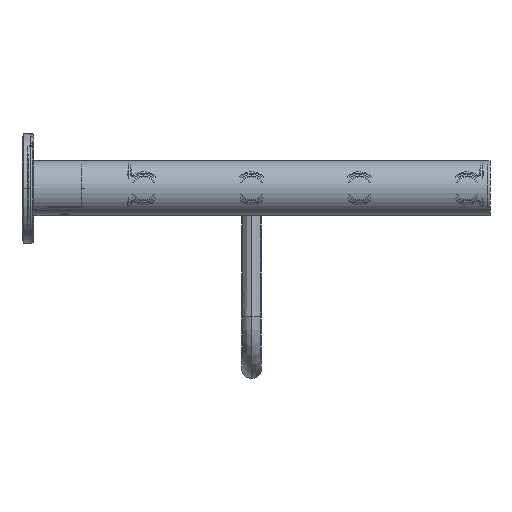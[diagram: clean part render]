
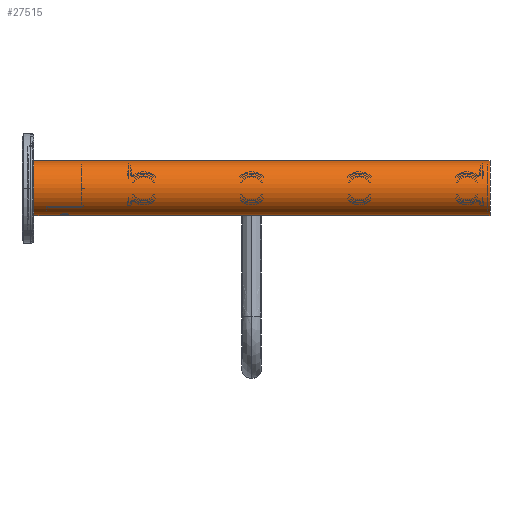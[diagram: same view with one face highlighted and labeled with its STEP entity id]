
A CAD part, front view. The second image highlights one B-rep face of the part: STEP entity #27515.
In plain terms, the highlighted cylindrical face has radius 13.25 mm (diameter 26.5 mm), a partial arc.
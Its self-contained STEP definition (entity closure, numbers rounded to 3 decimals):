
#22 = EDGE_LOOP ( 'NONE', ( #35335, #22211, #38039, #13418, #27424, #35515 ) ) ;
#485 = CARTESIAN_POINT ( 'NONE',  ( 0., -205., 0. ) ) ;
#609 = VERTEX_POINT ( 'NONE', #34252 ) ;
#1324 = CARTESIAN_POINT ( 'NONE',  ( -0.892, 2.786, -13.221 ) ) ;
#1659 = DIRECTION ( 'NONE',  ( 0., 1., 0. ) ) ;
#1722 = CARTESIAN_POINT ( 'NONE',  ( -2.127, -1.729, -13.078 ) ) ;
#2380 = VECTOR ( 'NONE', #25011, 1000. ) ;
#2895 = LINE ( 'NONE', #28101, #2380 ) ;
#3624 = DIRECTION ( 'NONE',  ( 0., 1., 0. ) ) ;
#4395 = CARTESIAN_POINT ( 'NONE',  ( -1.669, 2.298, -13.147 ) ) ;
#4808 = CARTESIAN_POINT ( 'NONE',  ( -2.558, 0.725, -13.001 ) ) ;
#5014 = CARTESIAN_POINT ( 'NONE',  ( 0., -2.964, -13.25 ) ) ;
#5386 = LINE ( 'NONE', #11784, #31224 ) ;
#5721 = DIRECTION ( 'NONE',  ( 0., -1., 0. ) ) ;
#6279 = EDGE_CURVE ( 'NONE', #13530, #9487, #26710, .T. ) ;
#6310 = DIRECTION ( 'NONE',  ( 0., 0., 1. ) ) ;
#7899 = CARTESIAN_POINT ( 'NONE',  ( -2.557, -0.726, -13.001 ) ) ;
#8090 = CARTESIAN_POINT ( 'NONE',  ( -0.371, -2.94, -13.246 ) ) ;
#8914 = VERTEX_POINT ( 'NONE', #40595 ) ;
#9487 = VERTEX_POINT ( 'NONE', #34557 ) ;
#10019 = CYLINDRICAL_SURFACE ( 'NONE', #33431, 13.25 ) ;
#10575 = CARTESIAN_POINT ( 'NONE',  ( -0.718, 2.852, -13.232 ) ) ;
#10781 = CARTESIAN_POINT ( 'NONE',  ( -2.127, 1.729, -13.078 ) ) ;
#11217 = CARTESIAN_POINT ( 'NONE',  ( -1.224, -2.615, -13.194 ) ) ;
#11784 = CARTESIAN_POINT ( 'NONE',  ( 0., -204., -13.25 ) ) ;
#12244 = EDGE_CURVE ( 'NONE', #8914, #609, #26724, .T. ) ;
#13066 = DIRECTION ( 'NONE',  ( 0., 0., 1. ) ) ;
#13418 = ORIENTED_EDGE ( 'NONE', *, *, #6279, .T. ) ;
#13530 = VERTEX_POINT ( 'NONE', #30573 ) ;
#14102 = CARTESIAN_POINT ( 'NONE',  ( 0., 2.964, -13.25 ) ) ;
#14320 = CARTESIAN_POINT ( 'NONE',  ( -1.787, -2.158, -13.13 ) ) ;
#14330 = EDGE_CURVE ( 'NONE', #38692, #13530, #2895, .T. ) ;
#14483 = CARTESIAN_POINT ( 'NONE',  ( 0., -205., 13.25 ) ) ;
#14882 = DIRECTION ( 'NONE',  ( 0., 1., 0. ) ) ;
#16341 = VECTOR ( 'NONE', #31079, 1000. ) ;
#17002 = CARTESIAN_POINT ( 'NONE',  ( -2.021, 1.88, -13.095 ) ) ;
#17408 = CARTESIAN_POINT ( 'NONE',  ( -2.636, 0.184, -12.985 ) ) ;
#17998 = EDGE_CURVE ( 'NONE', #8914, #38692, #36680, .T. ) ;
#18832 = AXIS2_PLACEMENT_3D ( 'NONE', #485, #1659, #13066 ) ;
#19525 = CARTESIAN_POINT ( 'NONE',  ( 0., -204., 0. ) ) ;
#20086 = CARTESIAN_POINT ( 'NONE',  ( -0.185, 2.964, -13.25 ) ) ;
#20507 = CARTESIAN_POINT ( 'NONE',  ( -2.51, -0.902, -13.01 ) ) ;
#20706 = CARTESIAN_POINT ( 'NONE',  ( -2.023, -1.878, -13.095 ) ) ;
#20771 = AXIS2_PLACEMENT_3D ( 'NONE', #21026, #5721, #24340 ) ;
#21026 = CARTESIAN_POINT ( 'NONE',  ( 0., 15., 0. ) ) ;
#21934 = EDGE_CURVE ( 'NONE', #23329, #609, #24643, .T. ) ;
#22211 = ORIENTED_EDGE ( 'NONE', *, *, #17998, .T. ) ;
#23090 = EDGE_CURVE ( 'NONE', #23329, #9487, #5386, .T. ) ;
#23329 = VERTEX_POINT ( 'NONE', #32616 ) ;
#23632 = CARTESIAN_POINT ( 'NONE',  ( -2.62, -0.367, -12.988 ) ) ;
#23836 = CARTESIAN_POINT ( 'NONE',  ( -0.896, -2.784, -13.221 ) ) ;
#24340 = DIRECTION ( 'NONE',  ( 0., 0., 1. ) ) ;
#24643 = B_SPLINE_CURVE_WITH_KNOTS ( 'NONE', 3,
 ( #14102, #20086, #38919, #10575, #1324, #32703, #4395, #17002, #10781, #29608, #29807, #32501, #4808, #26715, #17408, #39322, #23632, #7899, #20507, #33128, #30008, #1722, #20706, #14320, #26935, #39549, #11217, #23836, #36439, #8090, #33330, #5014 ),
 .UNSPECIFIED., .F., .F.,
 ( 4, 2, 2, 2, 2, 2, 2, 2, 2, 2, 2, 2, 2, 2, 2, 4 ),
 ( 0.009, 0.009, 0.01, 0.011, 0.011, 0.012, 0.013, 0.013, 0.014, 0.014, 0.015, 0.015, 0.016, 0.016, 0.017, 0.017 ),
 .UNSPECIFIED. ) ;
#25011 = DIRECTION ( 'NONE',  ( 0., 1., 0. ) ) ;
#25751 = FACE_OUTER_BOUND ( 'NONE', #22, .T. ) ;
#26710 = CIRCLE ( 'NONE', #20771, 13.25 ) ;
#26715 = CARTESIAN_POINT ( 'NONE',  ( -2.62, 0.365, -12.988 ) ) ;
#26724 = LINE ( 'NONE', #37873, #16341 ) ;
#26935 = CARTESIAN_POINT ( 'NONE',  ( -1.656, -2.287, -13.147 ) ) ;
#27424 = ORIENTED_EDGE ( 'NONE', *, *, #23090, .F. ) ;
#27515 = ADVANCED_FACE ( 'NONE', ( #25751 ), #10019, .T. ) ;
#28101 = CARTESIAN_POINT ( 'NONE',  ( 0., -204., 13.25 ) ) ;
#29608 = CARTESIAN_POINT ( 'NONE',  ( -2.309, 1.412, -13.048 ) ) ;
#29807 = CARTESIAN_POINT ( 'NONE',  ( -2.385, 1.248, -13.034 ) ) ;
#30008 = CARTESIAN_POINT ( 'NONE',  ( -2.308, -1.414, -13.048 ) ) ;
#30573 = CARTESIAN_POINT ( 'NONE',  ( 0., 15., 13.25 ) ) ;
#31079 = DIRECTION ( 'NONE',  ( 0., 1., 0. ) ) ;
#31224 = VECTOR ( 'NONE', #14882, 1000. ) ;
#32501 = CARTESIAN_POINT ( 'NONE',  ( -2.51, 0.904, -13.01 ) ) ;
#32616 = CARTESIAN_POINT ( 'NONE',  ( 0., 2.964, -13.25 ) ) ;
#32703 = CARTESIAN_POINT ( 'NONE',  ( -1.38, 2.535, -13.182 ) ) ;
#33128 = CARTESIAN_POINT ( 'NONE',  ( -2.386, -1.247, -13.034 ) ) ;
#33330 = CARTESIAN_POINT ( 'NONE',  ( -0.185, -2.964, -13.25 ) ) ;
#33431 = AXIS2_PLACEMENT_3D ( 'NONE', #19525, #3624, #6310 ) ;
#34252 = CARTESIAN_POINT ( 'NONE',  ( 0., -2.964, -13.25 ) ) ;
#34557 = CARTESIAN_POINT ( 'NONE',  ( 0., 15., -13.25 ) ) ;
#35335 = ORIENTED_EDGE ( 'NONE', *, *, #12244, .F. ) ;
#35515 = ORIENTED_EDGE ( 'NONE', *, *, #21934, .T. ) ;
#36439 = CARTESIAN_POINT ( 'NONE',  ( -0.725, -2.85, -13.231 ) ) ;
#36680 = CIRCLE ( 'NONE', #18832, 13.25 ) ;
#37873 = CARTESIAN_POINT ( 'NONE',  ( 0., -204., -13.25 ) ) ;
#38039 = ORIENTED_EDGE ( 'NONE', *, *, #14330, .T. ) ;
#38692 = VERTEX_POINT ( 'NONE', #14483 ) ;
#38919 = CARTESIAN_POINT ( 'NONE',  ( -0.366, 2.941, -13.246 ) ) ;
#39322 = CARTESIAN_POINT ( 'NONE',  ( -2.636, -0.183, -12.985 ) ) ;
#39549 = CARTESIAN_POINT ( 'NONE',  ( -1.375, -2.515, -13.179 ) ) ;
#40595 = CARTESIAN_POINT ( 'NONE',  ( 0., -205., -13.25 ) ) ;
